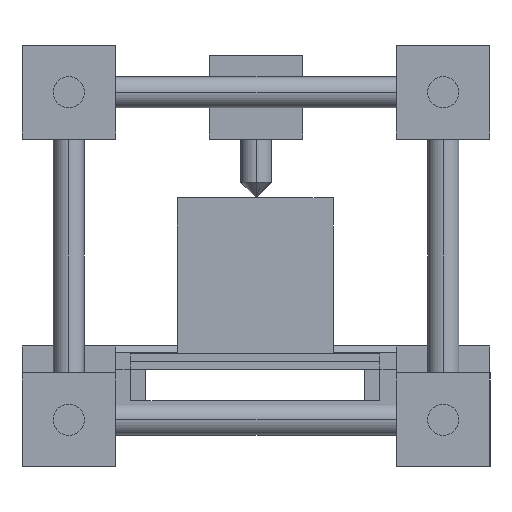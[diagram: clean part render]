
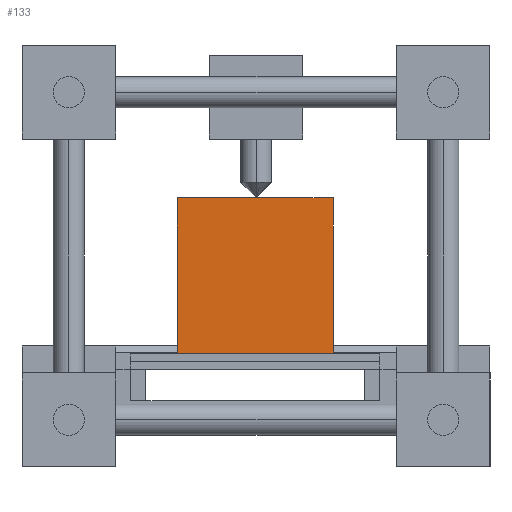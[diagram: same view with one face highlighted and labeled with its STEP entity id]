
A CAD part, left-side view. The second image highlights one B-rep face of the part: STEP entity #133.
In plain terms, the highlighted planar face has unit normal (-1, 0, 0).
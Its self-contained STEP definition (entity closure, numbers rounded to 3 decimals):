
#81=CARTESIAN_POINT('Vertex',(-50.,50.,0.)) ;
#84=CARTESIAN_POINT('Line Origine',(-50.,50.,50.)) ;
#88=CARTESIAN_POINT('Vertex',(-50.,50.,100.)) ;
#103=CARTESIAN_POINT('Axis2P3D Location',(-50.,-50.,0.)) ;
#108=CARTESIAN_POINT('Line Origine',(-50.,0.,0.)) ;
#112=CARTESIAN_POINT('Vertex',(-50.,-50.,0.)) ;
#115=CARTESIAN_POINT('Line Origine',(-50.,-50.,50.)) ;
#119=CARTESIAN_POINT('Vertex',(-50.,-50.,100.)) ;
#122=CARTESIAN_POINT('Line Origine',(-50.,0.,100.)) ;
#85=DIRECTION('Vector Direction',(0.,0.,1.)) ;
#104=DIRECTION('Axis2P3D Direction',(1.,0.,0.)) ;
#105=DIRECTION('Axis2P3D XDirection',(0.,1.,0.)) ;
#109=DIRECTION('Vector Direction',(0.,1.,0.)) ;
#116=DIRECTION('Vector Direction',(0.,0.,1.)) ;
#123=DIRECTION('Vector Direction',(0.,1.,0.)) ;
#106=AXIS2_PLACEMENT_3D('Plane Axis2P3D',#103,#104,#105) ;
#128=ORIENTED_EDGE('',*,*,#90,.F.) ;
#129=ORIENTED_EDGE('',*,*,#114,.T.) ;
#130=ORIENTED_EDGE('',*,*,#121,.T.) ;
#131=ORIENTED_EDGE('',*,*,#126,.F.) ;
#86=VECTOR('Line Direction',#85,1.) ;
#110=VECTOR('Line Direction',#109,1.) ;
#117=VECTOR('Line Direction',#116,1.) ;
#124=VECTOR('Line Direction',#123,1.) ;
#133=ADVANCED_FACE('Volume Extrude.1',(#132),#107,.F.) ;
#90=EDGE_CURVE('',#82,#89,#87,.T.) ;
#114=EDGE_CURVE('',#82,#113,#111,.F.) ;
#121=EDGE_CURVE('',#113,#120,#118,.T.) ;
#126=EDGE_CURVE('',#89,#120,#125,.F.) ;
#127=EDGE_LOOP('',(#128,#129,#130,#131)) ;
#132=FACE_OUTER_BOUND('',#127,.T.) ;
#87=LINE('Line',#84,#86) ;
#111=LINE('Line',#108,#110) ;
#118=LINE('Line',#115,#117) ;
#125=LINE('Line',#122,#124) ;
#107=PLANE('Plane',#106) ;
#82=VERTEX_POINT('',#81) ;
#89=VERTEX_POINT('',#88) ;
#113=VERTEX_POINT('',#112) ;
#120=VERTEX_POINT('',#119) ;
